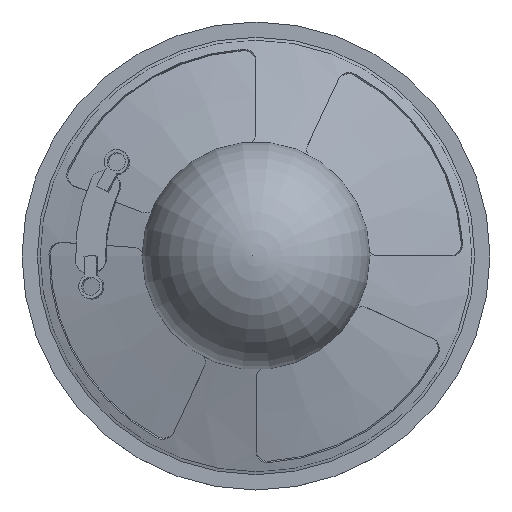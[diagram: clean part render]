
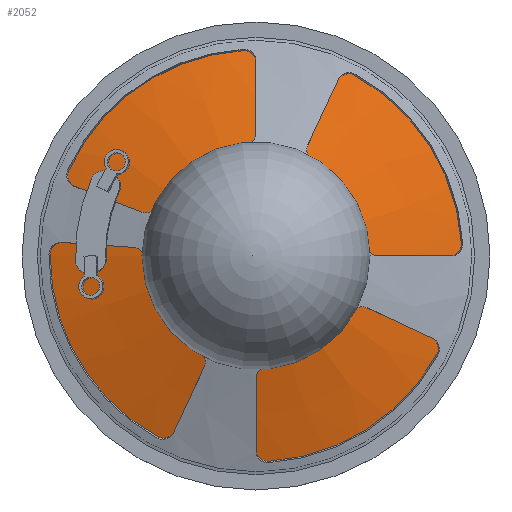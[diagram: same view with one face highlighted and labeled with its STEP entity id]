
A CAD part, top view. The second image highlights one B-rep face of the part: STEP entity #2052.
In plain terms, the highlighted conical face has half-angle 73.613 degrees and reference radius 21.752 mm.
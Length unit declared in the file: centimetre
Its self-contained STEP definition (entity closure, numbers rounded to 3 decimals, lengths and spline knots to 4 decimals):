
#697=CIRCLE('',#773,3.4505);
#699=CIRCLE('',#777,0.9);
#773=AXIS2_PLACEMENT_3D('',#6521,#949,#950);
#777=AXIS2_PLACEMENT_3D('',#6527,#957,#958);
#778=AXIS2_PLACEMENT_3D('',#6529,#959,#960);
#949=DIRECTION('',(0.,0.,-1.));
#950=DIRECTION('',(-3.45,0.,0.));
#957=DIRECTION('',(0.,0.,1.));
#958=DIRECTION('',(-0.9,0.,0.));
#959=DIRECTION('',(0.,0.,-1.));
#960=DIRECTION('',(-2.175,0.,0.));
#1128=CONICAL_SURFACE('',#778,2.1752,1.285);
#1208=VERTEX_POINT('',#6522);
#1210=VERTEX_POINT('',#6528);
#1412=EDGE_CURVE('',#1208,#1208,#697,.T.);
#1414=EDGE_CURVE('',#1210,#1210,#699,.T.);
#1625=ORIENTED_EDGE('',*,*,#1412,.F.);
#1626=ORIENTED_EDGE('',*,*,#1414,.F.);
#1842=EDGE_LOOP('',(#1625));
#1843=EDGE_LOOP('',(#1626));
#1955=FACE_BOUND('',#1842,.T.);
#1956=FACE_BOUND('',#1843,.T.);
#2052=ADVANCED_FACE('',(#1955,#1956),#1128,.T.);
#6521=CARTESIAN_POINT('',(0.,0.,-0.8));
#6522=CARTESIAN_POINT('',(-3.4505,0.,-0.8));
#6527=CARTESIAN_POINT('',(0.,0.,-0.05));
#6528=CARTESIAN_POINT('',(-0.9,0.,-0.05));
#6529=CARTESIAN_POINT('',(0.,0.,-0.425));
